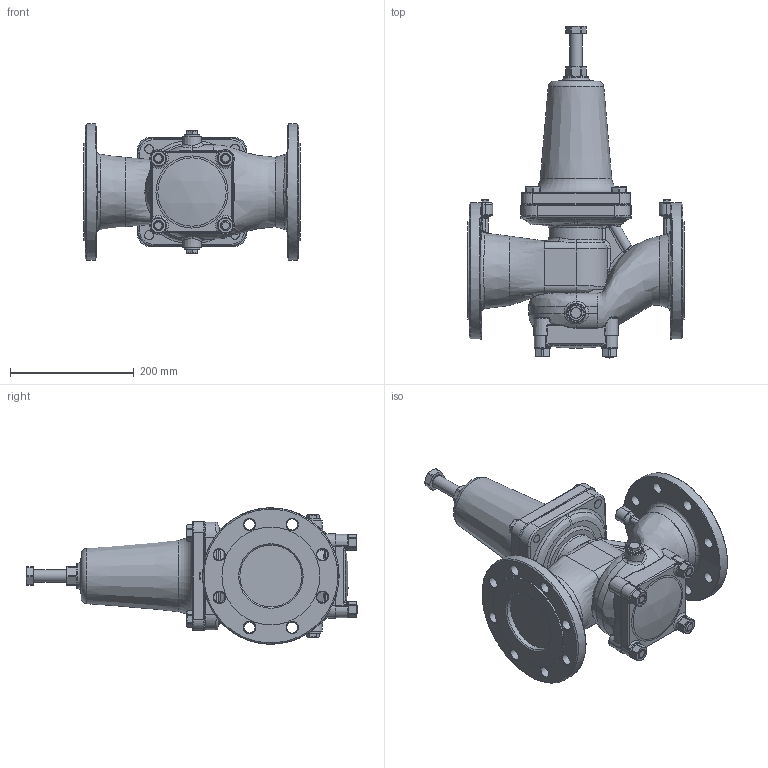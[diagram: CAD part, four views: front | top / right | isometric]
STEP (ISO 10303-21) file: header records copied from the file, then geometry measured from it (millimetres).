
FILE_DESCRIPTION((''),'2;1');
FILE_NAME('060210.stp','2013-02-28T13:41:11',('webers'),(''),'Autodesk Inventor 2013','Autodesk Inventor 2013','');
FILE_SCHEMA(('AUTOMOTIVE_DESIGN { 1 0 10303 214 1 1 1 1 }'));
Length unit declared in the file: millimetre
Products named in the file (1): 060210_grey
Bounding box: 350 x 535.6 x 220 mm (x, y, z)
Volume: 9000323.3 mm3; surface area: 529654.5 mm2
Topology: 15 solids, 15 shells, 919 faces, 2195 edges, 1318 vertices
Faces by surface type: cylinder 248, plane 234, bspline 206, cone 189, torus 30, sphere 12
Full cylindrical faces by diameter (mm): 13.835 x4, 16 x10, 16.5 x2, 17.5 x4, 18 x22, 20 x3, 22 x1, 25 x2, 26 x4, 100 x2, 158 x2, 164.5 x1, 165 x1, 220 x2
Entity records: 36431 total; most frequent: CARTESIAN_POINT 16564, ORIENTED_EDGE 3974, DIRECTION 3656, EDGE_CURVE 1987, AXIS2_PLACEMENT_3D 1576, VERTEX_POINT 1257, EDGE_LOOP 1129, STYLED_ITEM 934
